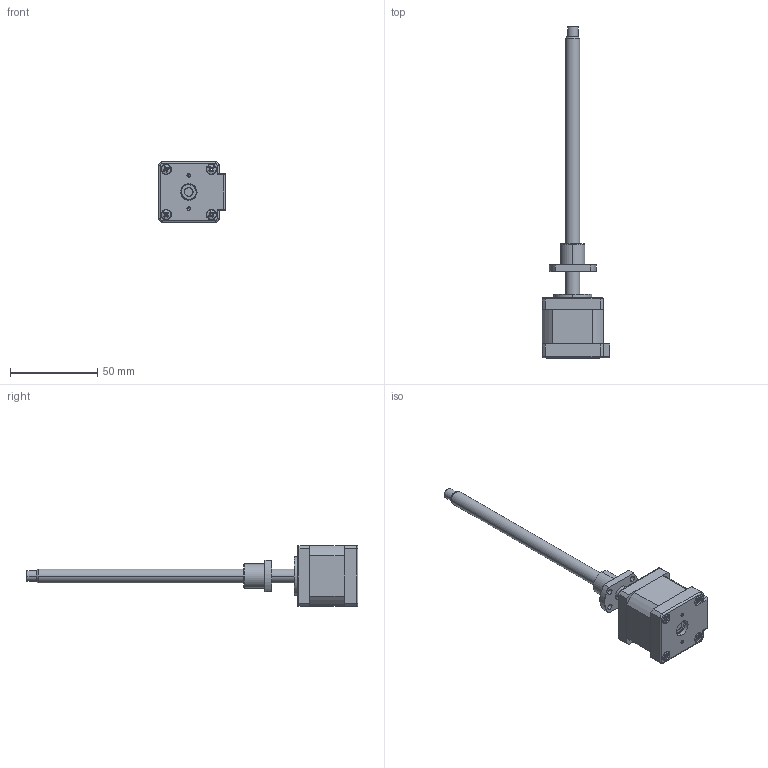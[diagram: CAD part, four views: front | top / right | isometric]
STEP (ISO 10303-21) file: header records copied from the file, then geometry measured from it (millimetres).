
FILE_DESCRIPTION (( 'STEP AP203' ), '1' );
FILE_NAME ('BE143S-B0801-150-AK1-S-150.STEP', '2019-04-10T06:56:52', ( 'Sky123.Org' ), ( 'Sky123.Org' ), 'SwSTEP 2.0', 'SolidWorks 2014', '' );
FILE_SCHEMA (( 'CONFIG_CONTROL_DESIGN' ));
Length unit declared in the file: millimetre
Products named in the file (1): BE143S-B0801-150-AK1-S-150
Bounding box: 38.7 x 190.6 x 35 mm (x, y, z)
Surface area: 15092.8 mm2 (no closed solid volume)
Topology: 0 solids, 16 shells, 282 faces, 846 edges, 574 vertices
Faces by surface type: cylinder 98, plane 96, cone 68, torus 12, sphere 8
Entity records: 10016 total; most frequent: CARTESIAN_POINT 2349, DIRECTION 1630, ORIENTED_EDGE 1444, EDGE_CURVE 842, AXIS2_PLACEMENT_3D 625, VERTEX_POINT 574, VECTOR 380, LINE 380
